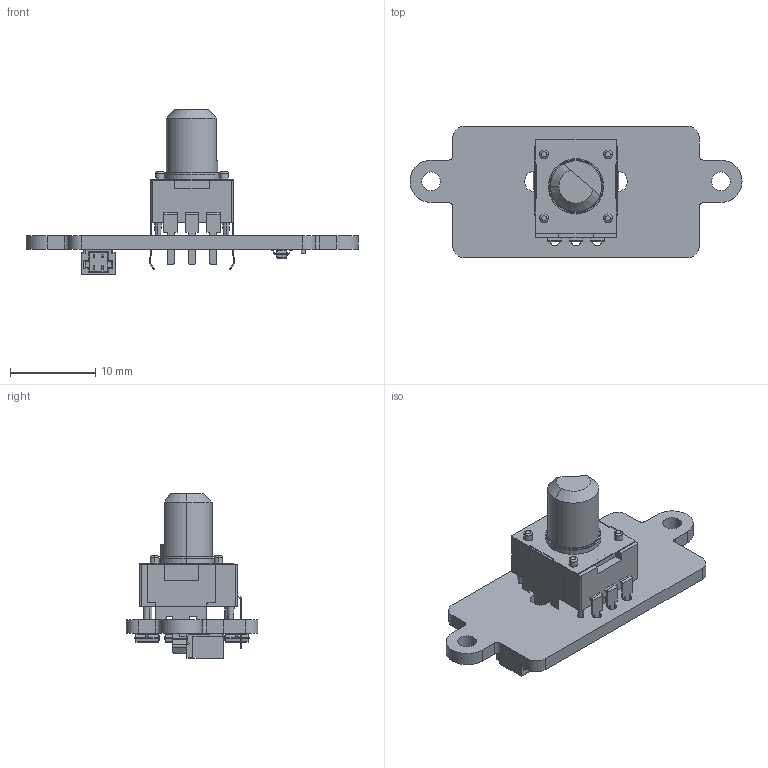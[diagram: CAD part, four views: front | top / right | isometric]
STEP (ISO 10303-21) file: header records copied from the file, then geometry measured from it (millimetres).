
FILE_DESCRIPTION((''),'2;1');
FILE_NAME('_3_000_ASM','2024-03-14T20:14:33',('colin.liao'),(''),'CREO PARAMETRIC BY PTC INC, 2019164','CREO PARAMETRIC BY PTC INC, 2019164','');
FILE_SCHEMA(('CONFIG_CONTROL_DESIGN'));
Products named in the file (42): COMPOUND-65; SOLID-1312; R0402_1_ASM; R2_1_ASM; SOLID-13701; R0402_ASM; R3_1_ASM; R4_1_ASM; R1_1_ASM; SOLID-11566; CONN-SMD_2P-P1_00_HX-1_0-2P-W_2_ASM; J5_1_ASM; COMPOUND-24113_1; COMPOUND-24113_2; COMPOUND-24113_3; COMPOUND-24113_4; COMPOUND-24113_5; COMPOUND-24113_6; COMPOUND-24113_7; COMPOUND-24113_8; COMPOUND-24113_9; COMPOUND-24113_10; COMPOUND-24113_11; COMPOUND-24113_12; COMPOUND-24113_13; COMPOUND-24113_14; COMPOUND-24113_15; COMPOUND-24113_16; COMPOUND-24113_17; COMPOUND-24113_ASM; SOT-23-3_L2_9-W1_3-P1_90-LS2_4-_ASM; Q2_ASM; Q3_ASM; Q4_ASM; Q1_ASM; COMPOUND-46158_1; COMPOUND-46158_2; COMPOUND-46158_ASM; RES-TH_RK09K113004U_ASM; J1_1_2_ASM ...
Assembly tree (46 placements, depth 6):
  _3_000_ASM
    PCBMODEL_1_2_ASM
      COMPOUND-65
      R2_1_ASM
        R0402_1_ASM
          SOLID-1312
      R3_1_ASM
        R0402_ASM
          SOLID-13701
      R4_1_ASM
        R0402_ASM
          SOLID-13701
      R1_1_ASM
        R0402_ASM
          SOLID-13701
      J5_1_ASM
        CONN-SMD_2P-P1_00_HX-1_0-2P-W_2_ASM
          SOLID-11566
      Q2_ASM
        SOT-23-3_L2_9-W1_3-P1_90-LS2_4-_ASM
          COMPOUND-24113_ASM
            COMPOUND-24113_1
            COMPOUND-24113_2
            COMPOUND-24113_3
            COMPOUND-24113_4
            COMPOUND-24113_5
            COMPOUND-24113_6
            COMPOUND-24113_7
            COMPOUND-24113_8
            COMPOUND-24113_9
            COMPOUND-24113_10
            COMPOUND-24113_11
            COMPOUND-24113_12
            COMPOUND-24113_13
            COMPOUND-24113_14
            COMPOUND-24113_15
            COMPOUND-24113_16
            COMPOUND-24113_17
      Q3_ASM
        SOT-23-3_L2_9-W1_3-P1_90-LS2_4-_ASM
          COMPOUND-24113_ASM
            COMPOUND-24113_1
            COMPOUND-24113_2
            COMPOUND-24113_3
            COMPOUND-24113_4
            COMPOUND-24113_5
            COMPOUND-24113_6
            COMPOUND-24113_7
            COMPOUND-24113_8
            COMPOUND-24113_9
            COMPOUND-24113_10
            COMPOUND-24113_11
            COMPOUND-24113_12
            COMPOUND-24113_13
            COMPOUND-24113_14
            COMPOUND-24113_15
            COMPOUND-24113_16
            COMPOUND-24113_17
      Q4_ASM
        SOT-23-3_L2_9-W1_3-P1_90-LS2_4-_ASM
Bounding box: 38.97 x 15.47 x 19.36 mm (x, y, z)
Volume: 1555.2 mm3; surface area: 2428.8 mm2
Topology: 76 solids, 76 shells, 4343 faces, 11380 edges, 7293 vertices
Faces by surface type: plane 2260, extrusion 1126, cylinder 707, sphere 124, torus 108, cone 18
Entity records: 66811 total; most frequent: CARTESIAN_POINT 18570, ORIENTED_EDGE 10446, DIRECTION 8495, EDGE_CURVE 5223, VECTOR 3797, VERTEX_POINT 3445, LINE 3351, AXIS2_PLACEMENT_3D 2349
